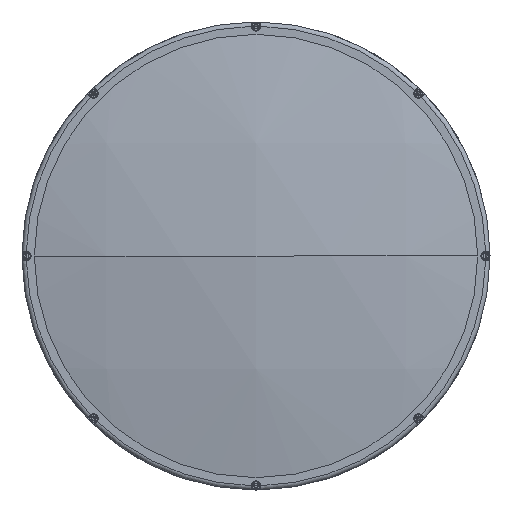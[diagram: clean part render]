
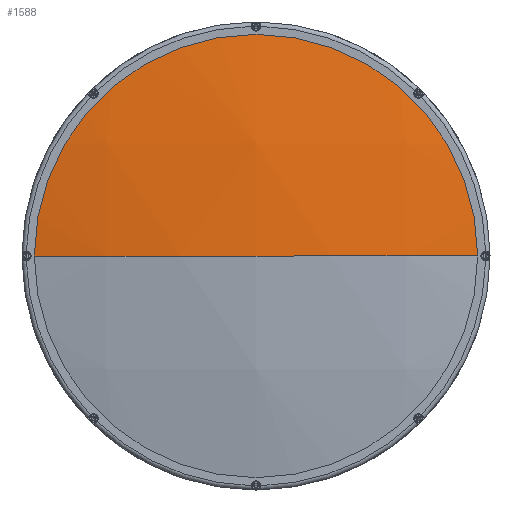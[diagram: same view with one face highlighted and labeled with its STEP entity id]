
A CAD part, left-side view. The second image highlights one B-rep face of the part: STEP entity #1588.
In plain terms, the highlighted spherical face has radius 786 mm.
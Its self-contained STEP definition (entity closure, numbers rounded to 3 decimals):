
#353 = CARTESIAN_POINT ( 'NONE',  ( -703.698, 154.5, 0. ) ) ;
#906 = CIRCLE ( 'NONE', #10215, 786. ) ;
#1061 = VERTEX_POINT ( 'NONE', #9920 ) ;
#1468 = CARTESIAN_POINT ( 'NONE',  ( 66.968, 0., 0. ) ) ;
#1588 = ADVANCED_FACE ( 'NONE', ( #9387 ), #7536, .T. ) ;
#2522 = AXIS2_PLACEMENT_3D ( 'NONE', #1468, #6763, #8362 ) ;
#2581 = CARTESIAN_POINT ( 'NONE',  ( 66.968, 0., 0. ) ) ;
#2613 = AXIS2_PLACEMENT_3D ( 'NONE', #10213, #4236, #7555 ) ;
#2667 = CIRCLE ( 'NONE', #2613, 786. ) ;
#3261 = ORIENTED_EDGE ( 'NONE', *, *, #9232, .T. ) ;
#3479 = DIRECTION ( 'NONE',  ( -1., 0., 0. ) ) ;
#3753 = CARTESIAN_POINT ( 'NONE',  ( -719.032, 0., 0. ) ) ;
#4236 = DIRECTION ( 'NONE',  ( 0., 0., 1. ) ) ;
#4358 = CIRCLE ( 'NONE', #4816, 154.5 ) ;
#4816 = AXIS2_PLACEMENT_3D ( 'NONE', #7593, #3479, #7671 ) ;
#5343 = EDGE_LOOP ( 'NONE', ( #5659, #3261, #6024 ) ) ;
#5659 = ORIENTED_EDGE ( 'NONE', *, *, #9935, .T. ) ;
#6020 = VERTEX_POINT ( 'NONE', #353 ) ;
#6024 = ORIENTED_EDGE ( 'NONE', *, *, #10536, .F. ) ;
#6763 = DIRECTION ( 'NONE',  ( 0., 0., 1. ) ) ;
#7536 = SPHERICAL_SURFACE ( 'NONE', #2522, 786. ) ;
#7555 = DIRECTION ( 'NONE',  ( 0., -1., 0. ) ) ;
#7593 = CARTESIAN_POINT ( 'NONE',  ( -703.698, 0., 0. ) ) ;
#7623 = VERTEX_POINT ( 'NONE', #3753 ) ;
#7671 = DIRECTION ( 'NONE',  ( 0., 0., -1. ) ) ;
#8362 = DIRECTION ( 'NONE',  ( 0., -1., 0. ) ) ;
#8497 = DIRECTION ( 'NONE',  ( 0., 1., 0. ) ) ;
#8582 = DIRECTION ( 'NONE',  ( 0., 0., -1. ) ) ;
#9232 = EDGE_CURVE ( 'NONE', #6020, #7623, #2667, .T. ) ;
#9387 = FACE_OUTER_BOUND ( 'NONE', #5343, .T. ) ;
#9920 = CARTESIAN_POINT ( 'NONE',  ( -703.698, -154.5, 0. ) ) ;
#9935 = EDGE_CURVE ( 'NONE', #1061, #6020, #4358, .T. ) ;
#10213 = CARTESIAN_POINT ( 'NONE',  ( 66.968, 0., 0. ) ) ;
#10215 = AXIS2_PLACEMENT_3D ( 'NONE', #2581, #8582, #8497 ) ;
#10536 = EDGE_CURVE ( 'NONE', #1061, #7623, #906, .T. ) ;
